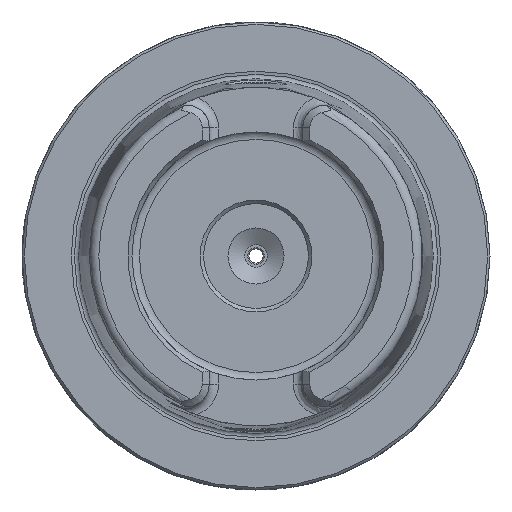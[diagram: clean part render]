
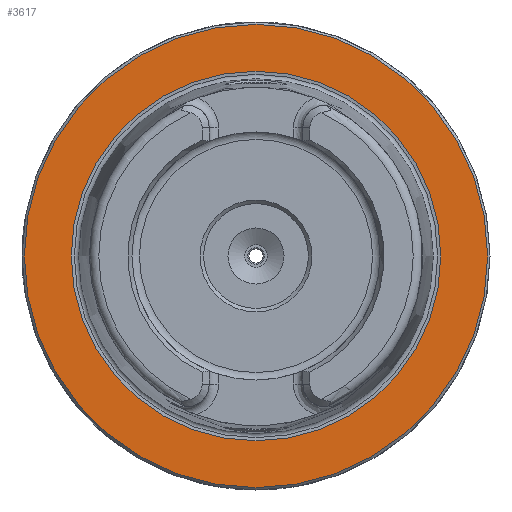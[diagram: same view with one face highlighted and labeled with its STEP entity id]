
A CAD part, left-side view. The second image highlights one B-rep face of the part: STEP entity #3617.
In plain terms, the highlighted planar face has unit normal (-1, 0, 0).
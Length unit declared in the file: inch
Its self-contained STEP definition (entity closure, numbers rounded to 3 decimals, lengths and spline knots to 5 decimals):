
#3583=CARTESIAN_POINT('',(0.0,49.5,0.));
#3584=VERTEX_POINT('',#3583);
#3585=CARTESIAN_POINT('',(0.0,0.0,0.0));
#3586=DIRECTION('',(1.0,0.0,0.0));
#3587=DIRECTION('',(0.0,-1.0,0.0));
#3588=AXIS2_PLACEMENT_3D('',#3585,#3586,#3587);
#3589=CIRCLE('',#3588,49.5);
#3590=EDGE_CURVE('',#3584,#3584,#3589,.T.);
#3598=CARTESIAN_POINT('',(0.0,25.0,0.0));
#3599=DIRECTION('',(-1.0,0.0,0.0));
#3600=DIRECTION('',(0.0,0.0,1.0));
#3601=AXIS2_PLACEMENT_3D('',#3598,#3599,#3600);
#3602=PLANE('',#3601);
#3603=ORIENTED_EDGE('',*,*,#3590,.F.);
#3604=EDGE_LOOP('',(#3603));
#3605=FACE_OUTER_BOUND('',#3604,.T.);
#3606=CARTESIAN_POINT('',(0.0,39.48224,0.0));
#3607=VERTEX_POINT('',#3606);
#3608=CARTESIAN_POINT('',(0.0,0.0,0.0));
#3609=DIRECTION('',(1.0,0.0,0.0));
#3610=DIRECTION('',(0.0,1.0,0.0));
#3611=AXIS2_PLACEMENT_3D('',#3608,#3609,#3610);
#3612=CIRCLE('',#3611,39.48224);
#3613=EDGE_CURVE('',#3607,#3607,#3612,.T.);
#3614=ORIENTED_EDGE('',*,*,#3613,.T.);
#3615=EDGE_LOOP('',(#3614));
#3616=FACE_BOUND('',#3615,.T.);
#3617=ADVANCED_FACE('',(#3605,#3616),#3602,.T.);
